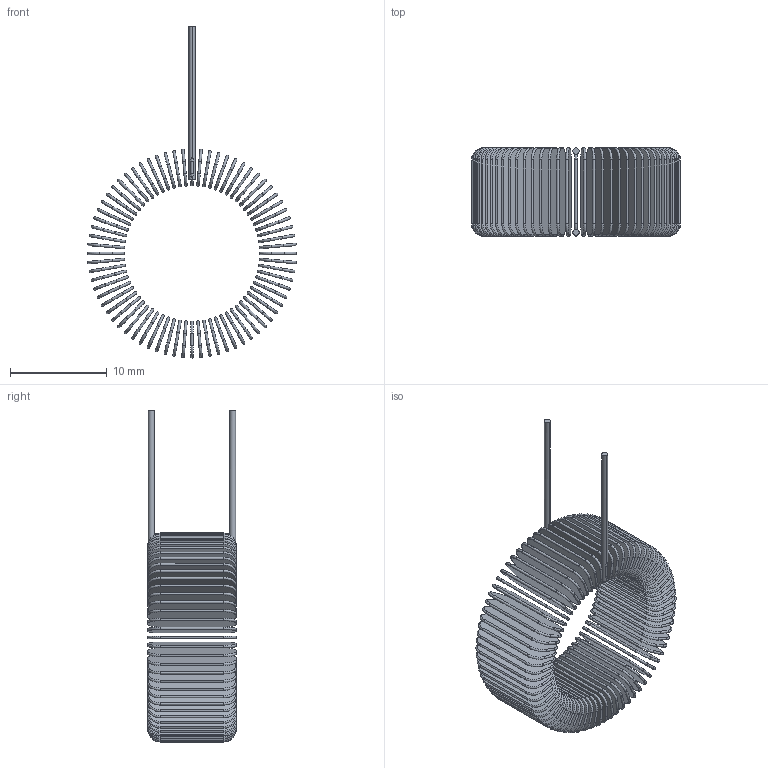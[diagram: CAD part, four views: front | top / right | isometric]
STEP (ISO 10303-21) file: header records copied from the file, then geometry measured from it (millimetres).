
FILE_DESCRIPTION((''),'2;1');
FILE_NAME('5706-RC','2012-08-14T',('ryans'),('Bourns, Inc.'),'PRO/ENGINEER BY PARAMETRIC TECHNOLOGY CORPORATION, 2010100','PRO/ENGINEER BY PARAMETRIC TECHNOLOGY CORPORATION, 2010100','');
FILE_SCHEMA(('CONFIG_CONTROL_DESIGN'));
Length unit declared in the file: inch
Products named in the file (1): 5706-RC
Bounding box: 21.59 x 9.14 x 34.29 mm (x, y, z)
Volume: 609.3 mm3; surface area: 5119 mm2
Topology: 72 solids, 72 shells, 732 faces, 1764 edges, 1176 vertices
Faces by surface type: torus 292, cylinder 292, plane 148
Entity records: 22048 total; most frequent: DIRECTION 4374, CARTESIAN_POINT 3842, ORIENTED_EDGE 3528, AXIS2_PLACEMENT_3D 1892, EDGE_CURVE 1764, VERTEX_POINT 1176, CIRCLE 1160, EDGE_LOOP 732
